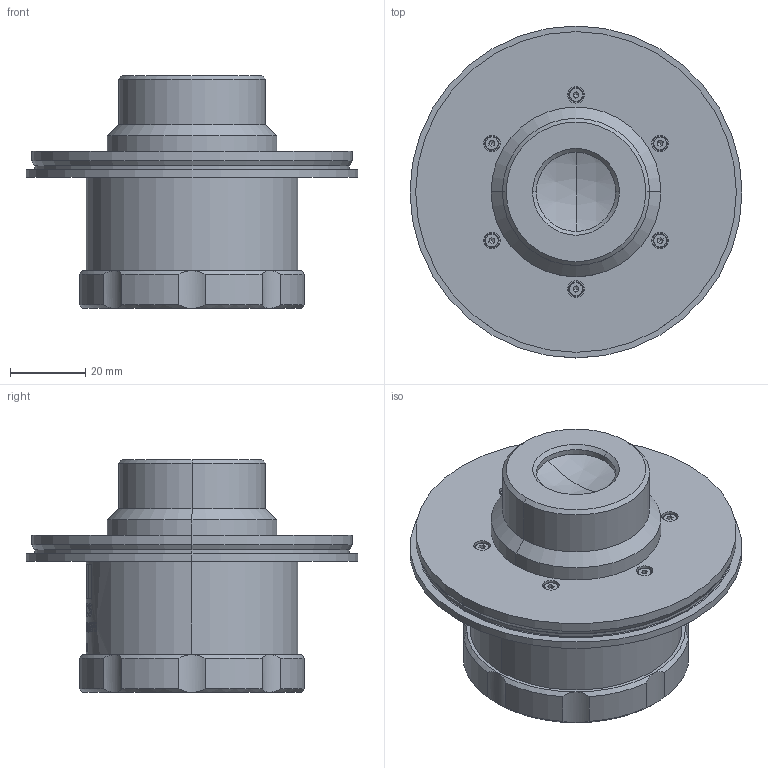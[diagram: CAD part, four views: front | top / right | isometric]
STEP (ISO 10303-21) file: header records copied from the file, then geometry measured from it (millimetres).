
FILE_DESCRIPTION (( 'STEP AP203' ), '1' );
FILE_NAME ('S4LFT4149_075_01.STEP', '2022-03-16T09:18:53', ( '' ), ( '' ), 'SwSTEP 2.0', 'SolidWorks 2021', '' );
FILE_SCHEMA (( 'CONFIG_CONTROL_DESIGN' ));
Length unit declared in the file: millimetre
Products named in the file (9): 567208; 567207_Gravur S4LFT4149_075; S4LMP4153; S4LFT4149_075_01; 567214; DIN 912 M2 x 6 --- 6N_DIN 912 M2 x 6 --- 6N; S4LDK4149; S4LPG3105; 567209
Assembly tree (13 placements, depth 2):
  S4LFT4149_075_01
    S4LDK4149
    S4LMP4153
    S4LPG3105
    567207_Gravur S4LFT4149_075
    567208
    567209
    567214
    DIN 912 M2 x 6 --- 6N_DIN 912 M2 x 6 --- 6N  x6
Bounding box: 88 x 88 x 61.7 mm (x, y, z)
Volume: 95419.3 mm3; surface area: 51169.4 mm2
Topology: 13 solids, 13 shells, 457 faces, 1244 edges, 869 vertices
Faces by surface type: cylinder 182, plane 125, cone 102, torus 40, sphere 8
Entity records: 14574 total; most frequent: CARTESIAN_POINT 4668, ORIENTED_EDGE 1872, DIRECTION 1831, EDGE_CURVE 936, AXIS2_PLACEMENT_3D 771, VERTEX_POINT 704, CIRCLE 433, EDGE_LOOP 416
